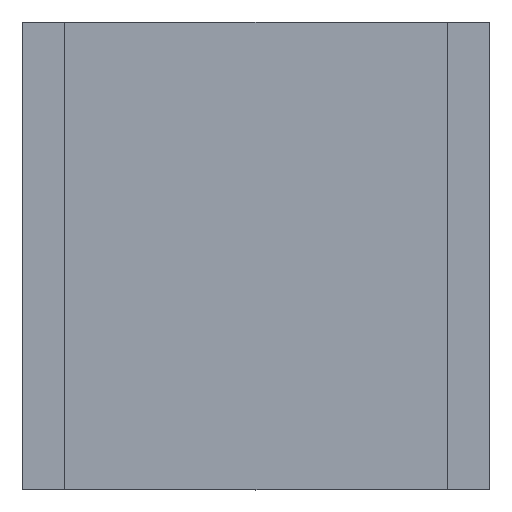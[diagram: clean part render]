
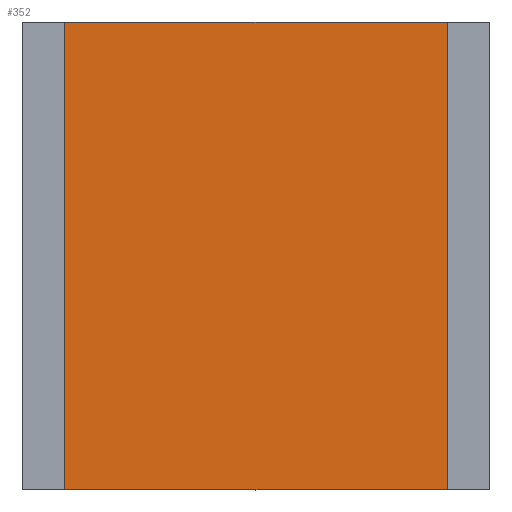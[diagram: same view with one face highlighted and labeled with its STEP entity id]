
A CAD part, top view. The second image highlights one B-rep face of the part: STEP entity #352.
In plain terms, the highlighted planar face has unit normal (0, 0, 1).
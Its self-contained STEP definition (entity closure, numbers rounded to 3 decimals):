
#16 = VERTEX_POINT ( 'NONE', #109 ) ;
#45 = VECTOR ( 'NONE', #332, 1000. ) ;
#82 = DIRECTION ( 'NONE',  ( 0., 0., 1. ) ) ;
#86 = CARTESIAN_POINT ( 'NONE',  ( -45., 55., 70. ) ) ;
#109 = CARTESIAN_POINT ( 'NONE',  ( 45., 55., 70. ) ) ;
#121 = VECTOR ( 'NONE', #407, 1000. ) ;
#156 = CARTESIAN_POINT ( 'NONE',  ( -45., 55., 70. ) ) ;
#161 = DIRECTION ( 'NONE',  ( 1., 0., 0. ) ) ;
#163 = FACE_OUTER_BOUND ( 'NONE', #294, .T. ) ;
#168 = CARTESIAN_POINT ( 'NONE',  ( 45., 55., 70. ) ) ;
#171 = ORIENTED_EDGE ( 'NONE', *, *, #509, .F. ) ;
#173 = LINE ( 'NONE', #168, #45 ) ;
#182 = VECTOR ( 'NONE', #236, 1000. ) ;
#197 = LINE ( 'NONE', #431, #182 ) ;
#211 = EDGE_CURVE ( 'NONE', #16, #365, #197, .T. ) ;
#218 = VECTOR ( 'NONE', #161, 1000. ) ;
#223 = ORIENTED_EDGE ( 'NONE', *, *, #211, .T. ) ;
#236 = DIRECTION ( 'NONE',  ( -1., 0., 0. ) ) ;
#244 = AXIS2_PLACEMENT_3D ( 'NONE', #439, #82, #249 ) ;
#249 = DIRECTION ( 'NONE',  ( 0., -1., 0. ) ) ;
#250 = VERTEX_POINT ( 'NONE', #391 ) ;
#254 = LINE ( 'NONE', #86, #121 ) ;
#287 = LINE ( 'NONE', #438, #218 ) ;
#294 = EDGE_LOOP ( 'NONE', ( #433, #171, #223, #435 ) ) ;
#323 = PLANE ( 'NONE',  #244 ) ;
#332 = DIRECTION ( 'NONE',  ( 0., -1., 0. ) ) ;
#352 = ADVANCED_FACE ( 'NONE', ( #163 ), #323, .T. ) ;
#365 = VERTEX_POINT ( 'NONE', #156 ) ;
#370 = EDGE_CURVE ( 'NONE', #250, #442, #287, .T. ) ;
#391 = CARTESIAN_POINT ( 'NONE',  ( -45., -55., 70. ) ) ;
#407 = DIRECTION ( 'NONE',  ( 0., 1., 0. ) ) ;
#417 = EDGE_CURVE ( 'NONE', #250, #365, #254, .T. ) ;
#431 = CARTESIAN_POINT ( 'NONE',  ( 55., 55., 70. ) ) ;
#433 = ORIENTED_EDGE ( 'NONE', *, *, #370, .T. ) ;
#435 = ORIENTED_EDGE ( 'NONE', *, *, #417, .F. ) ;
#438 = CARTESIAN_POINT ( 'NONE',  ( -55., -55., 70. ) ) ;
#439 = CARTESIAN_POINT ( 'NONE',  ( 0., 0., 70. ) ) ;
#442 = VERTEX_POINT ( 'NONE', #484 ) ;
#484 = CARTESIAN_POINT ( 'NONE',  ( 45., -55., 70. ) ) ;
#509 = EDGE_CURVE ( 'NONE', #16, #442, #173, .T. ) ;
